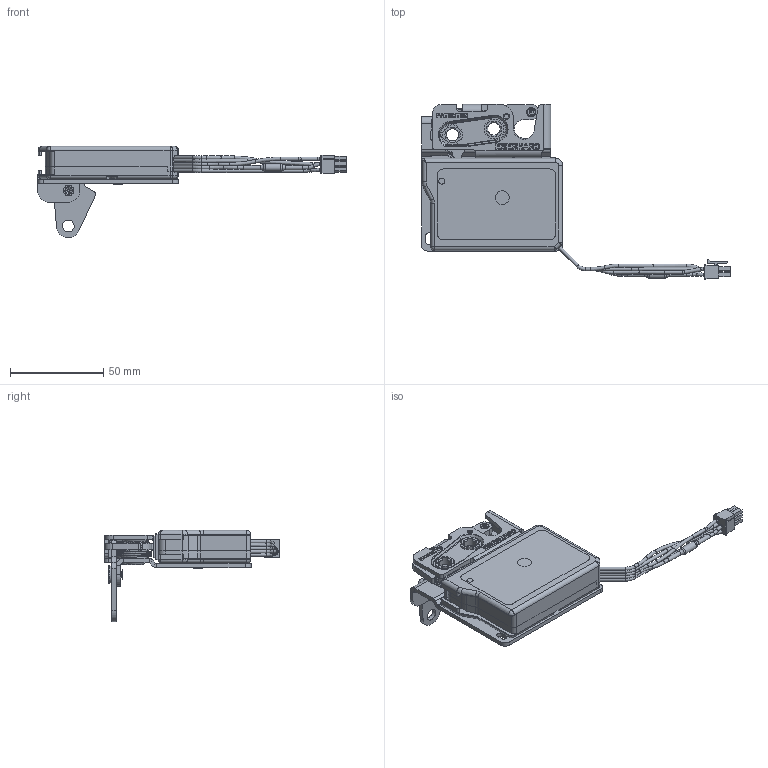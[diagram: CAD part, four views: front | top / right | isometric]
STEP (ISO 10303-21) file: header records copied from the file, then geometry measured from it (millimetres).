
FILE_DESCRIPTION(/* description */ (''),/* implementation_level */ '2;1');
FILE_NAME(/* name */ 'CM1-16240-NTAL.stp',/* time_stamp */ '2026-04-13T08:36:28-04:00',/* author */ ('ScottA'),/* organization */ ('Eberhard Manufacturing Company'),/* preprocessor_version */ 'ST-DEVELOPER v20',/* originating_system */ 'Autodesk Inventor 2024',/* authorisation */ '');
FILE_SCHEMA (('AUTOMOTIVE_DESIGN { 1 0 10303 214 3 1 1 }'));
Products named in the file (1): CM1-16240-NTAL
Bounding box: 165.89 x 94.06 x 49.15 mm (x, y, z)
Volume: 51389.7 mm3; surface area: 53949 mm2
Topology: 4 solids, 12 shells, 2451 faces, 6808 edges, 4458 vertices
Faces by surface type: plane 1497, cylinder 518, bspline 283, torus 115, sphere 20, cone 18
Full cylindrical faces by diameter (mm): 0.838 x3, 1.699 x20, 1.778 x36, 2.272 x8, 2.286 x6, 2.337 x1, 2.438 x4, 2.642 x7, 2.845 x2, 3.124 x3, 3.175 x3, 3.302 x2, 3.556 x1, 3.658 x3, 4.064 x1, 4.318 x2, 4.826 x4, 4.902 x2, 4.953 x1, 4.978 x2, 5.029 x1, 5.207 x1, 5.486 x1, 5.664 x1, 6.096 x1, 6.35 x2, 6.401 x1, 6.629 x2, 7.366 x2, 8.42 x4
Entity records: 89373 total; most frequent: CARTESIAN_POINT 25389, ORIENTED_EDGE 13606, DIRECTION 11726, EDGE_CURVE 6803, LINE 4478, VECTOR 4478, VERTEX_POINT 4457, AXIS2_PLACEMENT_3D 3624
